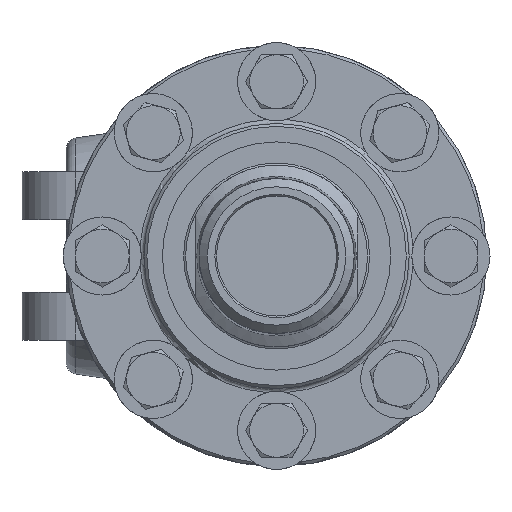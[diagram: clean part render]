
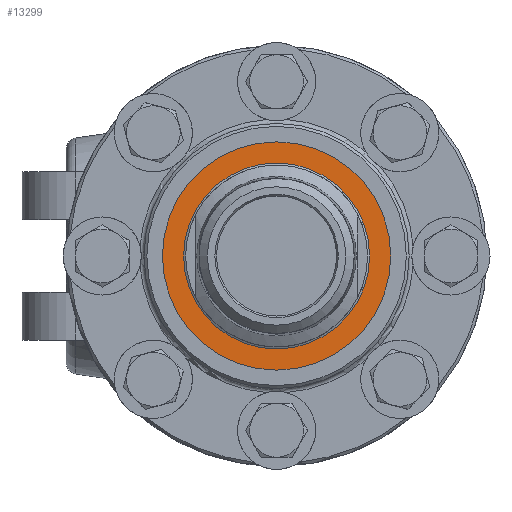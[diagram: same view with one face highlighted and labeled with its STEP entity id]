
A CAD part, left-side view. The second image highlights one B-rep face of the part: STEP entity #13299.
In plain terms, the highlighted planar face has unit normal (-1, 0, 0).
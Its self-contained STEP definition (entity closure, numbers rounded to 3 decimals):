
#118=FACE_BOUND('',#4189,.T.);
#3383=FACE_OUTER_BOUND('',#4188,.T.);
#4188=EDGE_LOOP('',(#11292));
#4189=EDGE_LOOP('',(#11293));
#4444=CIRCLE('',#13562,24.585);
#4663=CIRCLE('',#14193,30.188);
#5371=VERTEX_POINT('',#19188);
#6248=VERTEX_POINT('',#24792);
#6644=EDGE_CURVE('',#5371,#5371,#4444,.T.);
#8004=EDGE_CURVE('',#6248,#6248,#4663,.T.);
#11292=ORIENTED_EDGE('',*,*,#8004,.F.);
#11293=ORIENTED_EDGE('',*,*,#6644,.F.);
#12659=PLANE('',#14192);
#13299=ADVANCED_FACE('',(#3383,#118),#12659,.T.);
#13562=AXIS2_PLACEMENT_3D('',#19189,#14761,#14762);
#14192=AXIS2_PLACEMENT_3D('',#24791,#16744,#16745);
#14193=AXIS2_PLACEMENT_3D('',#24793,#16746,#16747);
#14761=DIRECTION('center_axis',(-1.,0.,0.));
#14762=DIRECTION('ref_axis',(0.,0.,
-1.));
#16744=DIRECTION('center_axis',(-1.,0.,0.));
#16745=DIRECTION('ref_axis',(0.,0.402,0.915));
#16746=DIRECTION('center_axis',(1.,0.,0.));
#16747=DIRECTION('ref_axis',(0.,0.,
-1.));
#19188=CARTESIAN_POINT('',(-31.95,0.,24.585));
#19189=CARTESIAN_POINT('Origin',(-31.95,0.,
0.));
#24791=CARTESIAN_POINT('Origin',(-31.95,25.162,-11.062));
#24792=CARTESIAN_POINT('',(-31.95,0.,30.188));
#24793=CARTESIAN_POINT('Origin',(-31.95,0.,
0.));
